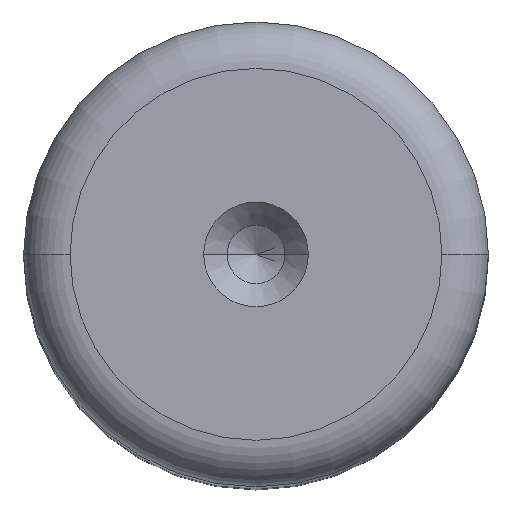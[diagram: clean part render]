
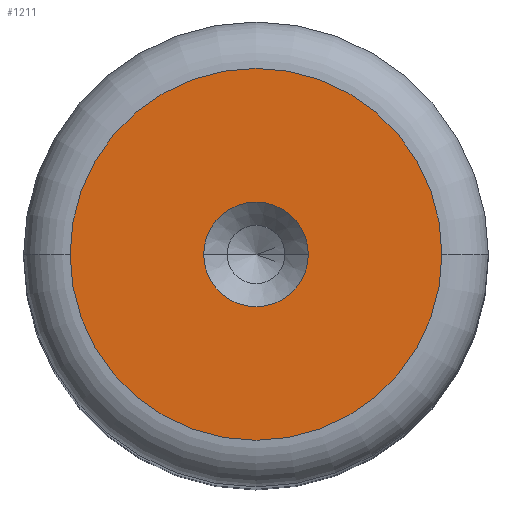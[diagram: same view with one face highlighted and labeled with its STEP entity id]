
A CAD part, top view. The second image highlights one B-rep face of the part: STEP entity #1211.
In plain terms, the highlighted planar face has unit normal (0, 0, 1).
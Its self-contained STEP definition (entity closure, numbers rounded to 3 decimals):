
#40 = DIRECTION ( 'NONE',  ( 0., 0., 1. ) ) ;
#61 = AXIS2_PLACEMENT_3D ( 'NONE', #323, #1218, #465 ) ;
#88 = AXIS2_PLACEMENT_3D ( 'NONE', #1287, #1414, #1262 ) ;
#108 = VERTEX_POINT ( 'NONE', #485 ) ;
#110 = EDGE_CURVE ( 'NONE', #1100, #388, #1005, .T. ) ;
#127 = ORIENTED_EDGE ( 'NONE', *, *, #191, .T. ) ;
#184 = CARTESIAN_POINT ( 'NONE',  ( 0., 0., 80. ) ) ;
#191 = EDGE_CURVE ( 'NONE', #1200, #108, #225, .T. ) ;
#201 = ORIENTED_EDGE ( 'NONE', *, *, #110, .F. ) ;
#225 = CIRCLE ( 'NONE', #88, 8. ) ;
#316 = DIRECTION ( 'NONE',  ( 1., 0., 0. ) ) ;
#321 = AXIS2_PLACEMENT_3D ( 'NONE', #831, #40, #955 ) ;
#323 = CARTESIAN_POINT ( 'NONE',  ( 0., 0., 80. ) ) ;
#357 = DIRECTION ( 'NONE',  ( 1., 0., 0. ) ) ;
#364 = DIRECTION ( 'NONE',  ( 0., 0., 1. ) ) ;
#369 = CARTESIAN_POINT ( 'NONE',  ( 0., 0., 80. ) ) ;
#388 = VERTEX_POINT ( 'NONE', #1035 ) ;
#465 = DIRECTION ( 'NONE',  ( 1., 0., 0. ) ) ;
#485 = CARTESIAN_POINT ( 'NONE',  ( 8., 0., 80. ) ) ;
#585 = CARTESIAN_POINT ( 'NONE',  ( -8., 0., 80. ) ) ;
#605 = CIRCLE ( 'NONE', #321, 8. ) ;
#609 = ORIENTED_EDGE ( 'NONE', *, *, #1354, .F. ) ;
#650 = ORIENTED_EDGE ( 'NONE', *, *, #1317, .T. ) ;
#689 = AXIS2_PLACEMENT_3D ( 'NONE', #369, #364, #357 ) ;
#723 = PLANE ( 'NONE',  #61 ) ;
#760 = AXIS2_PLACEMENT_3D ( 'NONE', #184, #1086, #316 ) ;
#831 = CARTESIAN_POINT ( 'NONE',  ( 0., 0., 80. ) ) ;
#955 = DIRECTION ( 'NONE',  ( 1., 0., 0. ) ) ;
#1005 = CIRCLE ( 'NONE', #689, 2.25 ) ;
#1035 = CARTESIAN_POINT ( 'NONE',  ( -2.25, 0., 80. ) ) ;
#1069 = EDGE_LOOP ( 'NONE', ( #201, #609 ) ) ;
#1086 = DIRECTION ( 'NONE',  ( 0., 0., 1. ) ) ;
#1100 = VERTEX_POINT ( 'NONE', #1539 ) ;
#1102 = FACE_BOUND ( 'NONE', #1069, .T. ) ;
#1138 = EDGE_LOOP ( 'NONE', ( #650, #127 ) ) ;
#1200 = VERTEX_POINT ( 'NONE', #585 ) ;
#1211 = ADVANCED_FACE ( 'NONE', ( #1102, #1590 ), #723, .T. ) ;
#1218 = DIRECTION ( 'NONE',  ( 0., 0., 1. ) ) ;
#1262 = DIRECTION ( 'NONE',  ( 1., 0., 0. ) ) ;
#1287 = CARTESIAN_POINT ( 'NONE',  ( 0., 0., 80. ) ) ;
#1317 = EDGE_CURVE ( 'NONE', #108, #1200, #605, .T. ) ;
#1354 = EDGE_CURVE ( 'NONE', #388, #1100, #1487, .T. ) ;
#1414 = DIRECTION ( 'NONE',  ( 0., 0., 1. ) ) ;
#1487 = CIRCLE ( 'NONE', #760, 2.25 ) ;
#1539 = CARTESIAN_POINT ( 'NONE',  ( 2.25, 0., 80. ) ) ;
#1590 = FACE_OUTER_BOUND ( 'NONE', #1138, .T. ) ;
